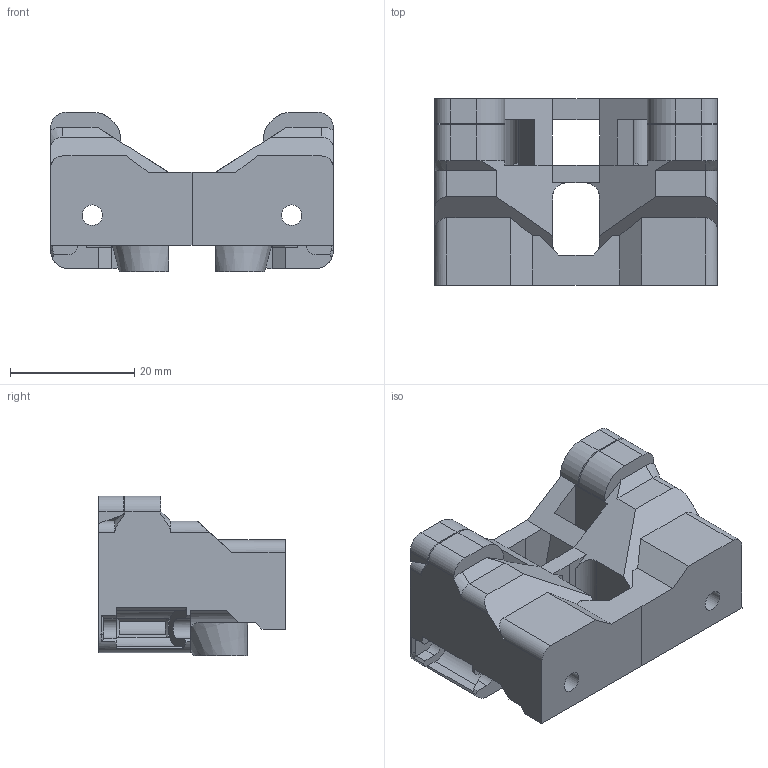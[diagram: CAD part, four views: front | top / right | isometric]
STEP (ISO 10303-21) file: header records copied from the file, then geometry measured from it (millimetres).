
FILE_DESCRIPTION(/* description */ (''),/* implementation_level */ '2;1');
FILE_NAME(/* name */ 'Aligned_Belt_Path_ADXL_Version.step',/* time_stamp */ '2024-07-07T16:37:45Z',/* author */ (''),/* organization */ (''),/* preprocessor_version */ 'ST-DEVELOPER v20',/* originating_system */ 'Autodesk Translation Framework v13.14.0.145',/* authorisation */ '');
FILE_SCHEMA (('AUTOMOTIVE_DESIGN { 1 0 10303 214 3 1 1 }'));
Length unit declared in the file: millimetre
Products named in the file (2): (Unsaved); Component1
Assembly tree (1 placements, depth 2):
  (Unsaved)
    Component1
Bounding box: 45.62 x 30.07 x 25.72 mm (x, y, z)
Volume: 17951.4 mm3; surface area: 8390.2 mm2
Topology: 3 solids, 3 shells, 232 faces, 657 edges, 427 vertices
Faces by surface type: plane 166, cylinder 42, cone 20, bspline 4
Full cylindrical faces by diameter (mm): 3.3 x2, 4.5 x2, 6.301 x2
Entity records: 7643 total; most frequent: CARTESIAN_POINT 1553, ORIENTED_EDGE 1314, DIRECTION 1215, EDGE_CURVE 657, LINE 477, VECTOR 477, VERTEX_POINT 427, AXIS2_PLACEMENT_3D 369
